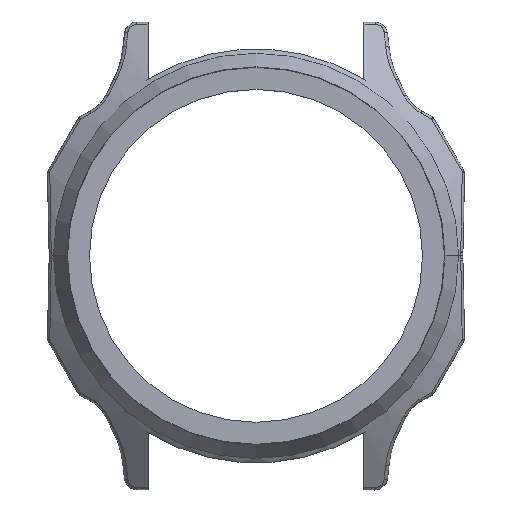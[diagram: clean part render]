
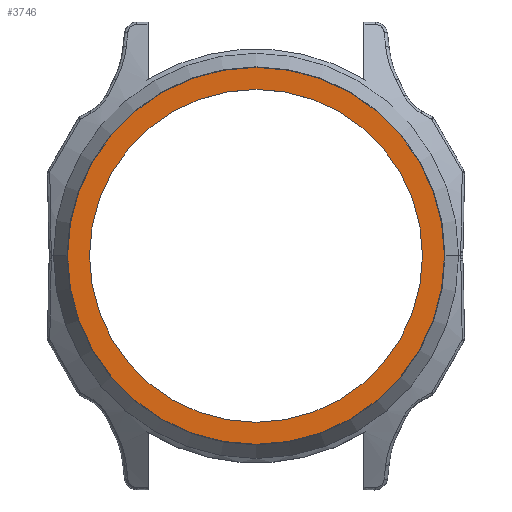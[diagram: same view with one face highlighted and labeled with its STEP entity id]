
A CAD part, top view. The second image highlights one B-rep face of the part: STEP entity #3746.
In plain terms, the highlighted planar face has unit normal (0, 0, 1).
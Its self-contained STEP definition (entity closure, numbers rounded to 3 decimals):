
#1206 = ORIENTED_EDGE ( 'NONE', *, *, #8586, .F. ) ;
#1307 = VERTEX_POINT ( 'NONE', #1402 ) ;
#1359 = EDGE_LOOP ( 'NONE', ( #5012, #1206 ) ) ;
#1402 = CARTESIAN_POINT ( 'NONE',  ( 18.5, 0., 10.1 ) ) ;
#1535 = DIRECTION ( 'NONE',  ( 1., 0., 0. ) ) ;
#1821 = VERTEX_POINT ( 'NONE', #3363 ) ;
#1878 = PLANE ( 'NONE',  #5738 ) ;
#2472 = CIRCLE ( 'NONE', #11016, 18.5 ) ;
#3020 = AXIS2_PLACEMENT_3D ( 'NONE', #7841, #8011, #10610 ) ;
#3275 = CARTESIAN_POINT ( 'NONE',  ( 0., 0., 10.1 ) ) ;
#3363 = CARTESIAN_POINT ( 'NONE',  ( 20.945, 0., 10.1 ) ) ;
#3467 = CIRCLE ( 'NONE', #10334, 20.945 ) ;
#3531 = CARTESIAN_POINT ( 'NONE',  ( 0., 0., 10.1 ) ) ;
#3746 = ADVANCED_FACE ( 'NONE', ( #4495, #10709 ), #1878, .T. ) ;
#4412 = DIRECTION ( 'NONE',  ( 1., 0., 0. ) ) ;
#4495 = FACE_OUTER_BOUND ( 'NONE', #6422, .T. ) ;
#4836 = CARTESIAN_POINT ( 'NONE',  ( 19.5, 0., 10.1 ) ) ;
#5012 = ORIENTED_EDGE ( 'NONE', *, *, #5272, .F. ) ;
#5272 = EDGE_CURVE ( 'NONE', #1307, #5506, #8050, .T. ) ;
#5506 = VERTEX_POINT ( 'NONE', #7467 ) ;
#5647 = DIRECTION ( 'NONE',  ( 1., 0., 0. ) ) ;
#5738 = AXIS2_PLACEMENT_3D ( 'NONE', #4836, #6362, #5647 ) ;
#5747 = DIRECTION ( 'NONE',  ( 1., 0., 0. ) ) ;
#5802 = CARTESIAN_POINT ( 'NONE',  ( -20.945, 0., 10.1 ) ) ;
#6303 = ORIENTED_EDGE ( 'NONE', *, *, #6322, .T. ) ;
#6322 = EDGE_CURVE ( 'NONE', #1821, #7410, #3467, .T. ) ;
#6362 = DIRECTION ( 'NONE',  ( 0., 0., 1. ) ) ;
#6422 = EDGE_LOOP ( 'NONE', ( #6608, #6303 ) ) ;
#6608 = ORIENTED_EDGE ( 'NONE', *, *, #9782, .T. ) ;
#6839 = DIRECTION ( 'NONE',  ( 0., 0., 1. ) ) ;
#7267 = DIRECTION ( 'NONE',  ( 0., 0., 1. ) ) ;
#7410 = VERTEX_POINT ( 'NONE', #5802 ) ;
#7467 = CARTESIAN_POINT ( 'NONE',  ( -18.5, 0., 10.1 ) ) ;
#7841 = CARTESIAN_POINT ( 'NONE',  ( 0., 0., 10.1 ) ) ;
#8011 = DIRECTION ( 'NONE',  ( 0., 0., 1. ) ) ;
#8050 = CIRCLE ( 'NONE', #3020, 18.5 ) ;
#8586 = EDGE_CURVE ( 'NONE', #5506, #1307, #2472, .T. ) ;
#8809 = CIRCLE ( 'NONE', #11202, 20.945 ) ;
#9341 = CARTESIAN_POINT ( 'NONE',  ( 0., 0., 10.1 ) ) ;
#9782 = EDGE_CURVE ( 'NONE', #7410, #1821, #8809, .T. ) ;
#10334 = AXIS2_PLACEMENT_3D ( 'NONE', #3275, #6839, #1535 ) ;
#10610 = DIRECTION ( 'NONE',  ( 1., 0., 0. ) ) ;
#10709 = FACE_BOUND ( 'NONE', #1359, .T. ) ;
#10965 = DIRECTION ( 'NONE',  ( 0., 0., 1. ) ) ;
#11016 = AXIS2_PLACEMENT_3D ( 'NONE', #3531, #7267, #4412 ) ;
#11202 = AXIS2_PLACEMENT_3D ( 'NONE', #9341, #10965, #5747 ) ;
